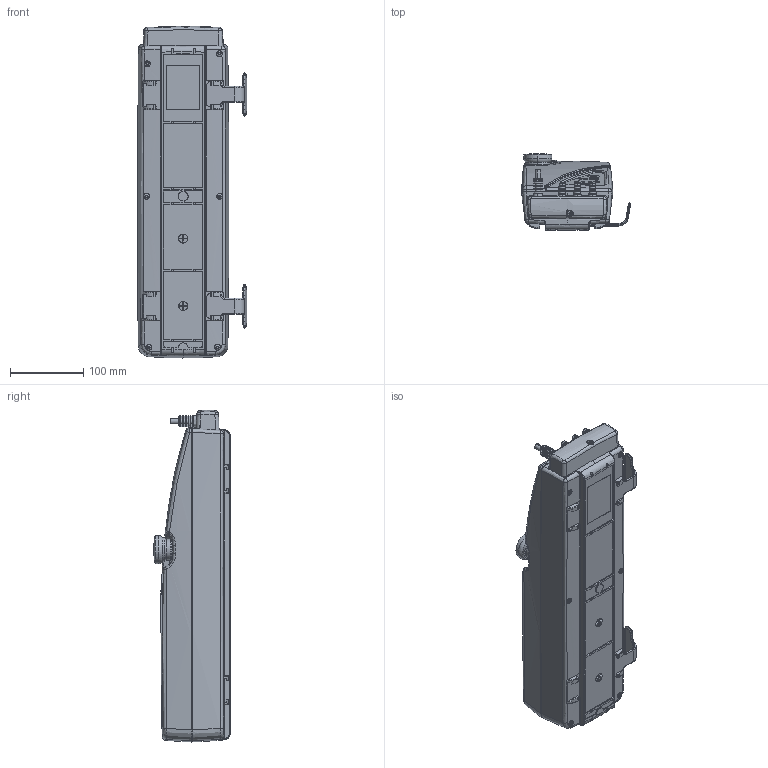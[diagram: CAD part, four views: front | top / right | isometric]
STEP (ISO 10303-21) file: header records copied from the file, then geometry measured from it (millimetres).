
FILE_DESCRIPTION (( 'STEP AP203' ), '1' );
FILE_NAME ('Accu Control 3.0.STEP', '2018-12-14T10:42:25', ( 'admin' ), ( 'Hewlett-Packard Company' ), 'SwSTEP 2.0', 'SolidWorks 2018', '' );
FILE_SCHEMA (( 'CONFIG_CONTROL_DESIGN' ));
Length unit declared in the file: millimetre
Products named in the file (1): Accu Control 3.0
Bounding box: 149.21 x 104.25 x 453.85 mm (x, y, z)
Volume: 4241457.6 mm3; surface area: 231957.8 mm2
Topology: 2 solids, 2 shells, 2087 faces, 5533 edges, 3606 vertices
Faces by surface type: plane 1060, bspline 352, cone 315, cylinder 244, torus 82, sphere 34
Entity records: 78536 total; most frequent: CARTESIAN_POINT 29770, ORIENTED_EDGE 11030, DIRECTION 8796, EDGE_CURVE 5515, VERTEX_POINT 3606, LINE 2968, VECTOR 2968, AXIS2_PLACEMENT_3D 2914
